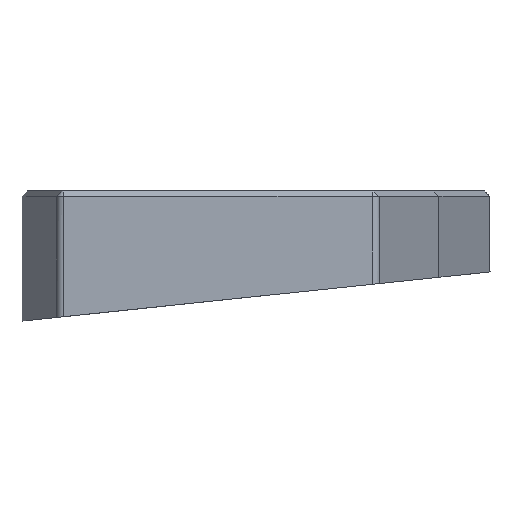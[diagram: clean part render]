
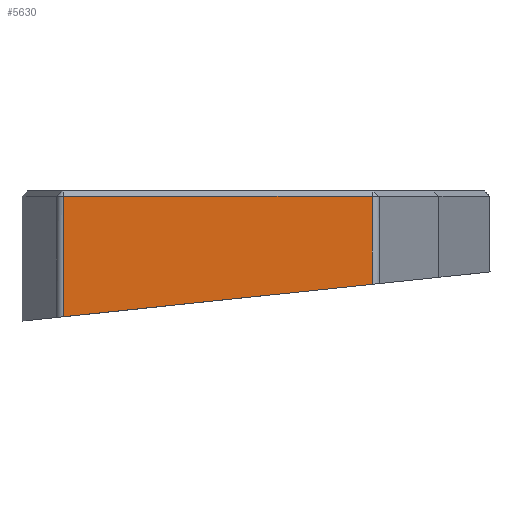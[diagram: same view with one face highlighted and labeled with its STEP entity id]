
A CAD part, left-side view. The second image highlights one B-rep face of the part: STEP entity #5630.
In plain terms, the highlighted planar face has unit normal (-1, 0, 0).
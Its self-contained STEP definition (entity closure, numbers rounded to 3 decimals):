
#1650 = PLANE('',#1651);
#1651 = AXIS2_PLACEMENT_3D('',#1652,#1653,#1654);
#1652 = CARTESIAN_POINT('',(-231.22,-39.756,17.25));
#1653 = DIRECTION('',(0.707,0.,-0.707));
#1654 = DIRECTION('',(-0.,-1.,-0.));
#2450 = PLANE('',#2451);
#2451 = AXIS2_PLACEMENT_3D('',#2452,#2453,#2454);
#2452 = CARTESIAN_POINT('',(0.,-28.5,-17.));
#2453 = DIRECTION('',(0.,-0.105,
    -0.995));
#2454 = DIRECTION('',(0.,0.995,-0.105)
  );
#3727 = VERTEX_POINT('',#3728);
#3728 = CARTESIAN_POINT('',(-231.97,-39.756,16.5));
#3764 = CYLINDRICAL_SURFACE('',#3765,2.);
#3765 = AXIS2_PLACEMENT_3D('',#3766,#3767,#3768);
#3766 = CARTESIAN_POINT('',(-229.97,-39.756,18.));
#3767 = DIRECTION('',(-0.,-0.,-1.));
#3768 = DIRECTION('',(-0.156,0.988,0.));
#3837 = VERTEX_POINT('',#3838);
#3838 = CARTESIAN_POINT('',(-231.97,-122.599,16.5));
#3859 = EDGE_CURVE('',#3727,#3837,#3860,.T.);
#3860 = SURFACE_CURVE('',#3861,(#3865,#3872),.PCURVE_S1.);
#3861 = LINE('',#3862,#3863);
#3862 = CARTESIAN_POINT('',(-231.97,-39.756,16.5));
#3863 = VECTOR('',#3864,1.);
#3864 = DIRECTION('',(-0.,-1.,-0.));
#3865 = PCURVE('',#1650,#3866);
#3866 = DEFINITIONAL_REPRESENTATION('',(#3867),#3871);
#3867 = LINE('',#3868,#3869);
#3868 = CARTESIAN_POINT('',(0.,1.061));
#3869 = VECTOR('',#3870,1.);
#3870 = DIRECTION('',(1.,0.));
#3871 = ( GEOMETRIC_REPRESENTATION_CONTEXT(2) 
PARAMETRIC_REPRESENTATION_CONTEXT() REPRESENTATION_CONTEXT('2D SPACE',''
  ) );
#3872 = PCURVE('',#3873,#3878);
#3873 = PLANE('',#3874);
#3874 = AXIS2_PLACEMENT_3D('',#3875,#3876,#3877);
#3875 = CARTESIAN_POINT('',(-231.97,-81.011,0.5));
#3876 = DIRECTION('',(-1.,0.,0.));
#3877 = DIRECTION('',(0.,0.,-1.));
#3878 = DEFINITIONAL_REPRESENTATION('',(#3879),#3883);
#3879 = LINE('',#3880,#3881);
#3880 = CARTESIAN_POINT('',(-16.,-41.255));
#3881 = VECTOR('',#3882,1.);
#3882 = DIRECTION('',(-0.,1.));
#3883 = ( GEOMETRIC_REPRESENTATION_CONTEXT(2) 
PARAMETRIC_REPRESENTATION_CONTEXT() REPRESENTATION_CONTEXT('2D SPACE',''
  ) );
#3982 = CYLINDRICAL_SURFACE('',#3983,2.);
#3983 = AXIS2_PLACEMENT_3D('',#3984,#3985,#3986);
#3984 = CARTESIAN_POINT('',(-229.97,-122.599,18.));
#3985 = DIRECTION('',(-0.,-0.,-1.));
#3986 = DIRECTION('',(-1.,0.,0.));
#4438 = VERTEX_POINT('',#4439);
#4439 = CARTESIAN_POINT('',(-231.97,-39.756,-15.817)
  );
#4468 = EDGE_CURVE('',#4469,#4438,#4471,.T.);
#4469 = VERTEX_POINT('',#4470);
#4470 = CARTESIAN_POINT('',(-231.97,-122.599,-7.11)
  );
#4471 = SURFACE_CURVE('',#4472,(#4476,#4483),.PCURVE_S1.);
#4472 = LINE('',#4473,#4474);
#4473 = CARTESIAN_POINT('',(-231.97,-55.378,-14.175)
  );
#4474 = VECTOR('',#4475,1.);
#4475 = DIRECTION('',(0.,0.995,-0.105)
  );
#4476 = PCURVE('',#2450,#4477);
#4477 = DEFINITIONAL_REPRESENTATION('',(#4478),#4482);
#4478 = LINE('',#4479,#4480);
#4479 = CARTESIAN_POINT('',(-27.027,-231.97));
#4480 = VECTOR('',#4481,1.);
#4481 = DIRECTION('',(1.,0.));
#4482 = ( GEOMETRIC_REPRESENTATION_CONTEXT(2) 
PARAMETRIC_REPRESENTATION_CONTEXT() REPRESENTATION_CONTEXT('2D SPACE',''
  ) );
#4483 = PCURVE('',#3873,#4484);
#4484 = DEFINITIONAL_REPRESENTATION('',(#4485),#4489);
#4485 = LINE('',#4486,#4487);
#4486 = CARTESIAN_POINT('',(14.675,-25.633));
#4487 = VECTOR('',#4488,1.);
#4488 = DIRECTION('',(0.105,-0.995));
#4489 = ( GEOMETRIC_REPRESENTATION_CONTEXT(2) 
PARAMETRIC_REPRESENTATION_CONTEXT() REPRESENTATION_CONTEXT('2D SPACE',''
  ) );
#5582 = EDGE_CURVE('',#3727,#4438,#5583,.T.);
#5583 = SURFACE_CURVE('',#5584,(#5588,#5595),.PCURVE_S1.);
#5584 = LINE('',#5585,#5586);
#5585 = CARTESIAN_POINT('',(-231.97,-39.756,18.));
#5586 = VECTOR('',#5587,1.);
#5587 = DIRECTION('',(-0.,-0.,-1.));
#5588 = PCURVE('',#3764,#5589);
#5589 = DEFINITIONAL_REPRESENTATION('',(#5590),#5594);
#5590 = LINE('',#5591,#5592);
#5591 = CARTESIAN_POINT('',(-1.414,0.));
#5592 = VECTOR('',#5593,1.);
#5593 = DIRECTION('',(-0.,1.));
#5594 = ( GEOMETRIC_REPRESENTATION_CONTEXT(2) 
PARAMETRIC_REPRESENTATION_CONTEXT() REPRESENTATION_CONTEXT('2D SPACE',''
  ) );
#5595 = PCURVE('',#3873,#5596);
#5596 = DEFINITIONAL_REPRESENTATION('',(#5597),#5601);
#5597 = LINE('',#5598,#5599);
#5598 = CARTESIAN_POINT('',(-17.5,-41.255));
#5599 = VECTOR('',#5600,1.);
#5600 = DIRECTION('',(1.,0.));
#5601 = ( GEOMETRIC_REPRESENTATION_CONTEXT(2) 
PARAMETRIC_REPRESENTATION_CONTEXT() REPRESENTATION_CONTEXT('2D SPACE',''
  ) );
#5630 = ADVANCED_FACE('',(#5631),#3873,.T.);
#5631 = FACE_BOUND('',#5632,.F.);
#5632 = EDGE_LOOP('',(#5633,#5654,#5655,#5656));
#5633 = ORIENTED_EDGE('',*,*,#5634,.T.);
#5634 = EDGE_CURVE('',#3837,#4469,#5635,.T.);
#5635 = SURFACE_CURVE('',#5636,(#5640,#5647),.PCURVE_S1.);
#5636 = LINE('',#5637,#5638);
#5637 = CARTESIAN_POINT('',(-231.97,-122.599,18.));
#5638 = VECTOR('',#5639,1.);
#5639 = DIRECTION('',(-0.,-0.,-1.));
#5640 = PCURVE('',#3873,#5641);
#5641 = DEFINITIONAL_REPRESENTATION('',(#5642),#5646);
#5642 = LINE('',#5643,#5644);
#5643 = CARTESIAN_POINT('',(-17.5,41.587));
#5644 = VECTOR('',#5645,1.);
#5645 = DIRECTION('',(1.,0.));
#5646 = ( GEOMETRIC_REPRESENTATION_CONTEXT(2) 
PARAMETRIC_REPRESENTATION_CONTEXT() REPRESENTATION_CONTEXT('2D SPACE',''
  ) );
#5647 = PCURVE('',#3982,#5648);
#5648 = DEFINITIONAL_REPRESENTATION('',(#5649),#5653);
#5649 = LINE('',#5650,#5651);
#5650 = CARTESIAN_POINT('',(-0.,0.));
#5651 = VECTOR('',#5652,1.);
#5652 = DIRECTION('',(-0.,1.));
#5653 = ( GEOMETRIC_REPRESENTATION_CONTEXT(2) 
PARAMETRIC_REPRESENTATION_CONTEXT() REPRESENTATION_CONTEXT('2D SPACE',''
  ) );
#5654 = ORIENTED_EDGE('',*,*,#4468,.T.);
#5655 = ORIENTED_EDGE('',*,*,#5582,.F.);
#5656 = ORIENTED_EDGE('',*,*,#3859,.T.);
